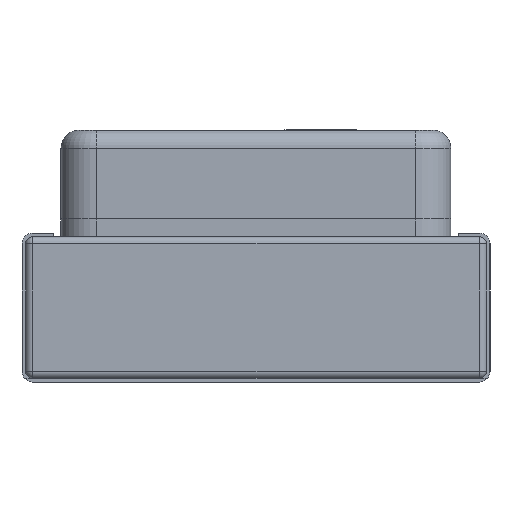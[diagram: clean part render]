
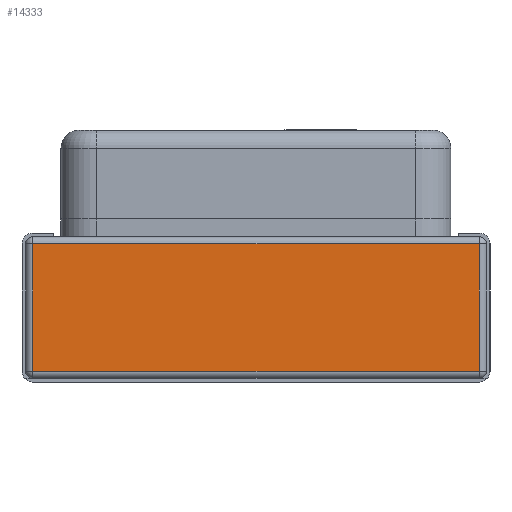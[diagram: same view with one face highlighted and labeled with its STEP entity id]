
A CAD part, left-side view. The second image highlights one B-rep face of the part: STEP entity #14333.
In plain terms, the highlighted planar face has unit normal (-1, 0, 0).
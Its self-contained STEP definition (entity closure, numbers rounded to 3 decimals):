
#2515 = DIRECTION ( 'NONE',  ( 0., 1., 0. ) ) ;
#2913 = LINE ( 'NONE', #10996, #13926 ) ;
#3083 = EDGE_CURVE ( 'NONE', #3106, #12625, #15457, .T. ) ;
#3106 = VERTEX_POINT ( 'NONE', #20203 ) ;
#3552 = CARTESIAN_POINT ( 'NONE',  ( -1.6, -0.63, 0.02 ) ) ;
#3687 = VERTEX_POINT ( 'NONE', #6852 ) ;
#4524 = VECTOR ( 'NONE', #13344, 1000. ) ;
#4690 = EDGE_CURVE ( 'NONE', #18232, #3106, #16683, .T. ) ;
#6852 = CARTESIAN_POINT ( 'NONE',  ( -1.6, 0.63, 0.02 ) ) ;
#7492 = CARTESIAN_POINT ( 'NONE',  ( -1.6, 0.65, 0.38 ) ) ;
#7812 = EDGE_CURVE ( 'NONE', #3687, #18232, #19747, .T. ) ;
#8802 = CARTESIAN_POINT ( 'NONE',  ( -1.6, -0.63, 0.4 ) ) ;
#8863 = ORIENTED_EDGE ( 'NONE', *, *, #3083, .T. ) ;
#9217 = DIRECTION ( 'NONE',  ( 0., 0., -1. ) ) ;
#9379 = VECTOR ( 'NONE', #13332, 1000. ) ;
#9563 = CARTESIAN_POINT ( 'NONE',  ( -1.6, 0.65, 0.4 ) ) ;
#10708 = EDGE_CURVE ( 'NONE', #12625, #3687, #2913, .T. ) ;
#10996 = CARTESIAN_POINT ( 'NONE',  ( -1.6, 0.63, 0.4 ) ) ;
#12625 = VERTEX_POINT ( 'NONE', #14445 ) ;
#12797 = DIRECTION ( 'NONE',  ( 1., 0., 0. ) ) ;
#13332 = DIRECTION ( 'NONE',  ( 0., -1., 0. ) ) ;
#13344 = DIRECTION ( 'NONE',  ( 0., 0., 1. ) ) ;
#13757 = FACE_OUTER_BOUND ( 'NONE', #17999, .T. ) ;
#13926 = VECTOR ( 'NONE', #9217, 1000. ) ;
#14333 = ADVANCED_FACE ( 'NONE', ( #13757 ), #20082, .F. ) ;
#14445 = CARTESIAN_POINT ( 'NONE',  ( -1.6, 0.63, 0.38 ) ) ;
#15457 = LINE ( 'NONE', #7492, #15875 ) ;
#15875 = VECTOR ( 'NONE', #2515, 1000. ) ;
#16155 = ORIENTED_EDGE ( 'NONE', *, *, #7812, .T. ) ;
#16310 = ORIENTED_EDGE ( 'NONE', *, *, #4690, .T. ) ;
#16683 = LINE ( 'NONE', #8802, #4524 ) ;
#17590 = ORIENTED_EDGE ( 'NONE', *, *, #10708, .T. ) ;
#17766 = DIRECTION ( 'NONE',  ( 0., 1., 0. ) ) ;
#17999 = EDGE_LOOP ( 'NONE', ( #8863, #17590, #16155, #16310 ) ) ;
#18232 = VERTEX_POINT ( 'NONE', #3552 ) ;
#19747 = LINE ( 'NONE', #20151, #9379 ) ;
#20082 = PLANE ( 'NONE',  #20552 ) ;
#20151 = CARTESIAN_POINT ( 'NONE',  ( -1.6, 0.65, 0.02 ) ) ;
#20203 = CARTESIAN_POINT ( 'NONE',  ( -1.6, -0.63, 0.38 ) ) ;
#20552 = AXIS2_PLACEMENT_3D ( 'NONE', #9563, #12797, #17766 ) ;
